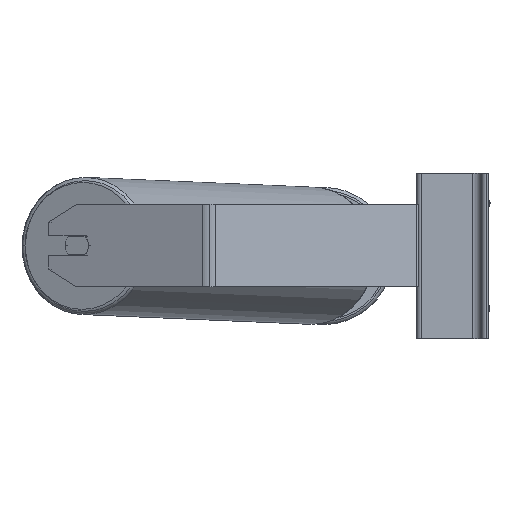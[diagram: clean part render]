
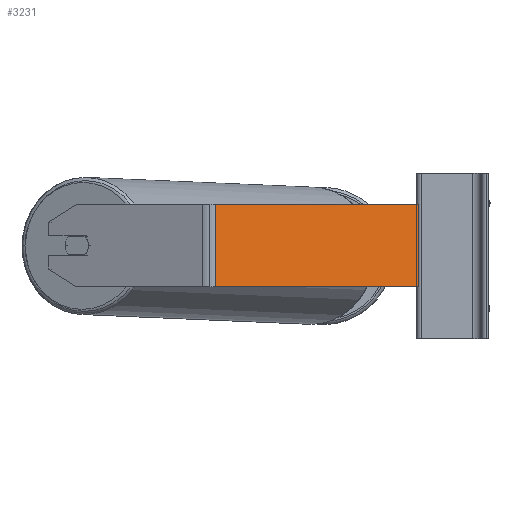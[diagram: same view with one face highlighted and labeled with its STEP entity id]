
A CAD part, left-side view. The second image highlights one B-rep face of the part: STEP entity #3231.
In plain terms, the highlighted planar face has unit normal (-0.94, -0.342, 0).
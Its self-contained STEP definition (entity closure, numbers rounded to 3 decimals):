
#389 = EDGE_CURVE ( 'NONE', #7096, #2341, #2426, .T. ) ;
#466 = VECTOR ( 'NONE', #5608, 1000. ) ;
#727 = LINE ( 'NONE', #2469, #466 ) ;
#874 = AXIS2_PLACEMENT_3D ( 'NONE', #9449, #5421, #4625 ) ;
#1271 = CARTESIAN_POINT ( 'NONE',  ( -859.162, 205.789, -30. ) ) ;
#1915 = DIRECTION ( 'NONE',  ( 0.342, -0.94, 0. ) ) ;
#2341 = VERTEX_POINT ( 'NONE', #9588 ) ;
#2426 = LINE ( 'NONE', #4822, #4215 ) ;
#2469 = CARTESIAN_POINT ( 'NONE',  ( -859.162, 205.789, 50. ) ) ;
#3231 = ADVANCED_FACE ( 'NONE', ( #9286 ), #4391, .F. ) ;
#4114 = CARTESIAN_POINT ( 'NONE',  ( -787.518, 8.948, 50. ) ) ;
#4166 = DIRECTION ( 'NONE',  ( 0., 0., -1. ) ) ;
#4215 = VECTOR ( 'NONE', #5721, 1000. ) ;
#4224 = EDGE_CURVE ( 'NONE', #9129, #5501, #6633, .T. ) ;
#4391 = PLANE ( 'NONE',  #874 ) ;
#4625 = DIRECTION ( 'NONE',  ( -0.342, 0.94, 0. ) ) ;
#4804 = ORIENTED_EDGE ( 'NONE', *, *, #4224, .F. ) ;
#4822 = CARTESIAN_POINT ( 'NONE',  ( -861.429, 212.017, -30. ) ) ;
#5421 = DIRECTION ( 'NONE',  ( 0.94, 0.342, 0. ) ) ;
#5490 = EDGE_CURVE ( 'NONE', #9129, #7096, #727, .T. ) ;
#5501 = VERTEX_POINT ( 'NONE', #10512 ) ;
#5608 = DIRECTION ( 'NONE',  ( 0., 0., -1. ) ) ;
#5721 = DIRECTION ( 'NONE',  ( 0.342, -0.94, 0. ) ) ;
#5748 = VECTOR ( 'NONE', #1915, 1000. ) ;
#5942 = EDGE_CURVE ( 'NONE', #5501, #2341, #5970, .T. ) ;
#5970 = LINE ( 'NONE', #4114, #10424 ) ;
#6633 = LINE ( 'NONE', #10079, #5748 ) ;
#7096 = VERTEX_POINT ( 'NONE', #1271 ) ;
#7439 = ORIENTED_EDGE ( 'NONE', *, *, #389, .T. ) ;
#7498 = ORIENTED_EDGE ( 'NONE', *, *, #5942, .F. ) ;
#7872 = EDGE_LOOP ( 'NONE', ( #7439, #7498, #4804, #8702 ) ) ;
#8702 = ORIENTED_EDGE ( 'NONE', *, *, #5490, .T. ) ;
#9129 = VERTEX_POINT ( 'NONE', #10273 ) ;
#9286 = FACE_OUTER_BOUND ( 'NONE', #7872, .T. ) ;
#9449 = CARTESIAN_POINT ( 'NONE',  ( -861.429, 212.017, 50. ) ) ;
#9588 = CARTESIAN_POINT ( 'NONE',  ( -787.518, 8.948, -30. ) ) ;
#10079 = CARTESIAN_POINT ( 'NONE',  ( -861.429, 212.017, 50. ) ) ;
#10273 = CARTESIAN_POINT ( 'NONE',  ( -859.162, 205.789, 50. ) ) ;
#10424 = VECTOR ( 'NONE', #4166, 1000. ) ;
#10512 = CARTESIAN_POINT ( 'NONE',  ( -787.518, 8.948, 50. ) ) ;
